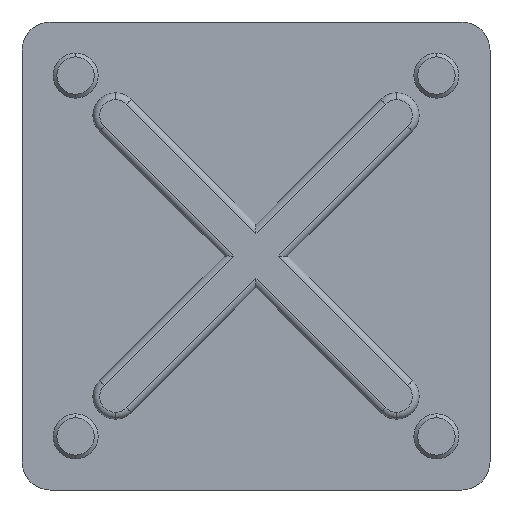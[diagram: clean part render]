
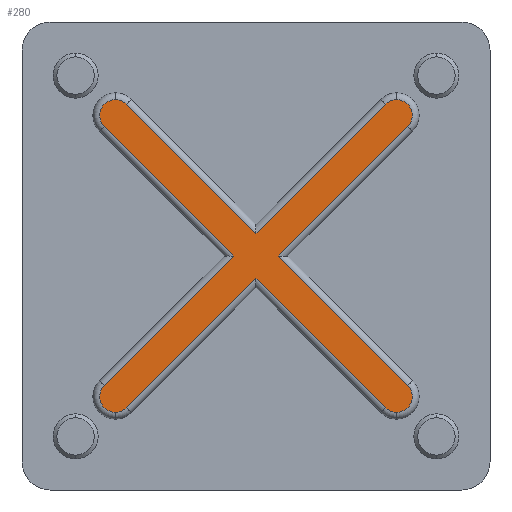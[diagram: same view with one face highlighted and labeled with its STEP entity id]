
A CAD part, front view. The second image highlights one B-rep face of the part: STEP entity #280.
In plain terms, the highlighted planar face has unit normal (0, -1, 0).
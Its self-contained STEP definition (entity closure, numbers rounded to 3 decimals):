
#280=ADVANCED_FACE('',(#650),#651,.T.);
#650=FACE_OUTER_BOUND('',#1032,.T.);
#651=PLANE('',#1033);
#1032=EDGE_LOOP('',(#2321,#2322,#2323,#2324,#2325,#2326,#2327,#2328,#2329,#2330,#2331,#2332,#2333,#2334,#2335,#2336));
#1033=AXIS2_PLACEMENT_3D('',#2337,#2338,#2339);
#2321=ORIENTED_EDGE('',*,*,#2754,.T.);
#2322=ORIENTED_EDGE('',*,*,#2820,.T.);
#2323=ORIENTED_EDGE('',*,*,#2821,.T.);
#2324=ORIENTED_EDGE('',*,*,#2822,.T.);
#2325=ORIENTED_EDGE('',*,*,#2745,.T.);
#2326=ORIENTED_EDGE('',*,*,#2823,.T.);
#2327=ORIENTED_EDGE('',*,*,#2824,.T.);
#2328=ORIENTED_EDGE('',*,*,#2825,.T.);
#2329=ORIENTED_EDGE('',*,*,#2749,.T.);
#2330=ORIENTED_EDGE('',*,*,#2826,.T.);
#2331=ORIENTED_EDGE('',*,*,#2827,.T.);
#2332=ORIENTED_EDGE('',*,*,#2828,.T.);
#2333=ORIENTED_EDGE('',*,*,#2758,.T.);
#2334=ORIENTED_EDGE('',*,*,#2829,.T.);
#2335=ORIENTED_EDGE('',*,*,#2830,.T.);
#2336=ORIENTED_EDGE('',*,*,#2831,.T.);
#2337=CARTESIAN_POINT('',(28.691,-8.832,48.398));
#2338=DIRECTION('',(0.,-1.0,0.));
#2339=DIRECTION('',(-1.0,0.,0.));
#2745=EDGE_CURVE('',#3359,#3356,#3360,.T.);
#2749=EDGE_CURVE('',#3367,#3364,#3368,.T.);
#2754=EDGE_CURVE('',#3377,#3375,#3378,.T.);
#2758=EDGE_CURVE('',#3385,#3383,#3386,.T.);
#2820=EDGE_CURVE('',#3375,#3488,#3489,.T.);
#2821=EDGE_CURVE('',#3488,#3490,#3491,.T.);
#2822=EDGE_CURVE('',#3490,#3359,#3492,.T.);
#2823=EDGE_CURVE('',#3356,#3493,#3494,.T.);
#2824=EDGE_CURVE('',#3493,#3495,#3496,.T.);
#2825=EDGE_CURVE('',#3495,#3367,#3497,.T.);
#2826=EDGE_CURVE('',#3364,#3498,#3499,.T.);
#2827=EDGE_CURVE('',#3498,#3500,#3501,.T.);
#2828=EDGE_CURVE('',#3500,#3385,#3502,.T.);
#2829=EDGE_CURVE('',#3383,#3503,#3504,.T.);
#2830=EDGE_CURVE('',#3503,#3505,#3506,.T.);
#2831=EDGE_CURVE('',#3505,#3377,#3507,.T.);
#3356=VERTEX_POINT('',#4248);
#3359=VERTEX_POINT('',#4251);
#3360=CIRCLE('',#4252,2.8);
#3364=VERTEX_POINT('',#4256);
#3367=VERTEX_POINT('',#4259);
#3368=CIRCLE('',#4260,2.8);
#3375=VERTEX_POINT('',#4267);
#3377=VERTEX_POINT('',#4269);
#3378=CIRCLE('',#4270,2.8);
#3383=VERTEX_POINT('',#4275);
#3385=VERTEX_POINT('',#4277);
#3386=CIRCLE('',#4278,2.8);
#3488=VERTEX_POINT('',#4412);
#3489=CIRCLE('',#4413,2.8);
#3490=VERTEX_POINT('',#4414);
#3491=LINE('',#4415,#4416);
#3492=LINE('',#4417,#4418);
#3493=VERTEX_POINT('',#4419);
#3494=CIRCLE('',#4420,2.8);
#3495=VERTEX_POINT('',#4421);
#3496=LINE('',#4422,#4423);
#3497=LINE('',#4424,#4425);
#3498=VERTEX_POINT('',#4426);
#3499=CIRCLE('',#4427,2.8);
#3500=VERTEX_POINT('',#4428);
#3501=LINE('',#4429,#4430);
#3502=LINE('',#4431,#4432);
#3503=VERTEX_POINT('',#4433);
#3504=CIRCLE('',#4434,2.8);
#3505=VERTEX_POINT('',#4435);
#3506=LINE('',#4436,#4437);
#3507=LINE('',#4438,#4439);
#4248=CARTESIAN_POINT('',(-21.167,-8.832,-4.26));
#4251=CARTESIAN_POINT('',(-23.147,-8.832,0.52));
#4252=AXIS2_PLACEMENT_3D('',#5087,#5088,#5089);
#4256=CARTESIAN_POINT('',(28.691,-8.832,-4.26));
#4259=CARTESIAN_POINT('',(26.711,-8.832,-3.44));
#4260=AXIS2_PLACEMENT_3D('',#5099,#5100,#5101);
#4267=CARTESIAN_POINT('',(-21.167,-8.832,51.198));
#4269=CARTESIAN_POINT('',(-19.187,-8.832,50.378));
#4270=AXIS2_PLACEMENT_3D('',#5114,#5115,#5116);
#4275=CARTESIAN_POINT('',(28.691,-8.832,51.198));
#4277=CARTESIAN_POINT('',(30.671,-8.832,46.418));
#4278=AXIS2_PLACEMENT_3D('',#5126,#5127,#5128);
#4412=CARTESIAN_POINT('',(-23.147,-8.832,46.418));
#4413=AXIS2_PLACEMENT_3D('',#5248,#5249,#5250);
#4414=CARTESIAN_POINT('',(-0.198,-8.832,23.469));
#4415=CARTESIAN_POINT('',(-1.046,-8.832,24.318));
#4416=VECTOR('',#5251,1000.0);
#4417=CARTESIAN_POINT('',(-23.147,-8.832,0.52));
#4418=VECTOR('',#5252,1000.0);
#4419=CARTESIAN_POINT('',(-19.187,-8.832,-3.44));
#4420=AXIS2_PLACEMENT_3D('',#5253,#5254,#5255);
#4421=CARTESIAN_POINT('',(3.762,-8.832,19.509));
#4422=CARTESIAN_POINT('',(2.914,-8.832,18.661));
#4423=VECTOR('',#5256,1000.0);
#4424=CARTESIAN_POINT('',(26.711,-8.832,-3.44));
#4425=VECTOR('',#5257,1000.0);
#4426=CARTESIAN_POINT('',(30.671,-8.832,0.52));
#4427=AXIS2_PLACEMENT_3D('',#5258,#5259,#5260);
#4428=CARTESIAN_POINT('',(7.722,-8.832,23.469));
#4429=CARTESIAN_POINT('',(8.571,-8.832,22.621));
#4430=VECTOR('',#5261,1000.0);
#4431=CARTESIAN_POINT('',(30.671,-8.832,46.418));
#4432=VECTOR('',#5262,1000.0);
#4433=CARTESIAN_POINT('',(26.711,-8.832,50.378));
#4434=AXIS2_PLACEMENT_3D('',#5263,#5264,#5265);
#4435=CARTESIAN_POINT('',(3.762,-8.832,27.429));
#4436=CARTESIAN_POINT('',(4.611,-8.832,28.277));
#4437=VECTOR('',#5266,1000.0);
#4438=CARTESIAN_POINT('',(-19.187,-8.832,50.378));
#4439=VECTOR('',#5267,1000.0);
#5087=CARTESIAN_POINT('',(-21.167,-8.832,-1.46));
#5088=DIRECTION('',(0.,-1.0,0.));
#5089=DIRECTION('',(0.,0.,1.0));
#5099=CARTESIAN_POINT('',(28.691,-8.832,-1.46));
#5100=DIRECTION('',(0.,-1.0,0.));
#5101=DIRECTION('',(0.,0.,1.0));
#5114=CARTESIAN_POINT('',(-21.167,-8.832,48.398));
#5115=DIRECTION('',(0.,-1.0,0.));
#5116=DIRECTION('',(0.,0.,1.0));
#5126=CARTESIAN_POINT('',(28.691,-8.832,48.398));
#5127=DIRECTION('',(0.,-1.0,0.));
#5128=DIRECTION('',(0.,0.,1.0));
#5248=CARTESIAN_POINT('',(-21.167,-8.832,48.398));
#5249=DIRECTION('',(0.,-1.0,0.));
#5250=DIRECTION('',(0.,0.,1.0));
#5251=DIRECTION('',(0.707,0.,-0.707));
#5252=DIRECTION('',(-0.707,0.,-0.707));
#5253=CARTESIAN_POINT('',(-21.167,-8.832,-1.46));
#5254=DIRECTION('',(0.,-1.0,0.));
#5255=DIRECTION('',(0.,0.,1.0));
#5256=DIRECTION('',(0.707,0.,0.707));
#5257=DIRECTION('',(0.707,0.,-0.707));
#5258=CARTESIAN_POINT('',(28.691,-8.832,-1.46));
#5259=DIRECTION('',(0.,-1.0,0.));
#5260=DIRECTION('',(0.,0.,1.0));
#5261=DIRECTION('',(-0.707,0.,0.707));
#5262=DIRECTION('',(0.707,0.,0.707));
#5263=CARTESIAN_POINT('',(28.691,-8.832,48.398));
#5264=DIRECTION('',(0.,-1.0,0.));
#5265=DIRECTION('',(0.,0.,1.0));
#5266=DIRECTION('',(-0.707,0.,-0.707));
#5267=DIRECTION('',(-0.707,0.,0.707));
